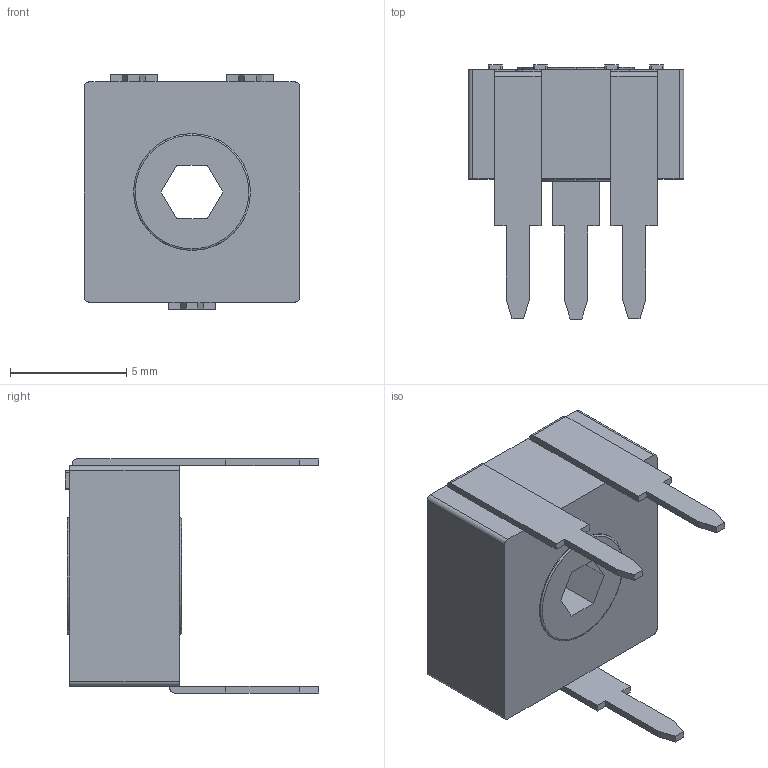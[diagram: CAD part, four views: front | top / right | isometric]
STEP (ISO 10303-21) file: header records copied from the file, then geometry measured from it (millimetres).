
FILE_DESCRIPTION (( 'STEP AP214' ), '1' );
FILE_NAME ('User Library-VK10_body.STEP', '2021-08-24T05:21:14', ( '' ), ( '' ), 'SwSTEP 2.0', 'SolidWorks 2021', '' );
FILE_SCHEMA (( 'AUTOMOTIVE_DESIGN' ));
Length unit declared in the file: millimetre
Products named in the file (1): User Library-VK10_body
Bounding box: 9.27 x 10.9 x 10.05 mm (x, y, z)
Volume: 403.5 mm3; surface area: 455.7 mm2
Topology: 1 solids, 1 shells, 140 faces, 373 edges, 238 vertices
Faces by surface type: plane 107, cylinder 31, bspline 2
Entity records: 5660 total; most frequent: CARTESIAN_POINT 788, ORIENTED_EDGE 746, DIRECTION 719, EDGE_CURVE 373, LINE 301, VECTOR 301, VERTEX_POINT 238, AXIS2_PLACEMENT_3D 209
